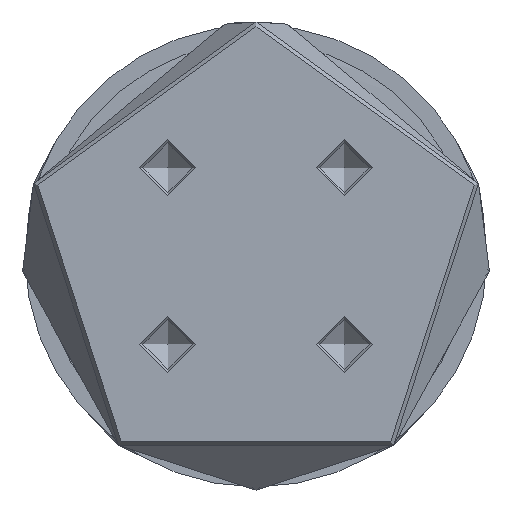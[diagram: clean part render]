
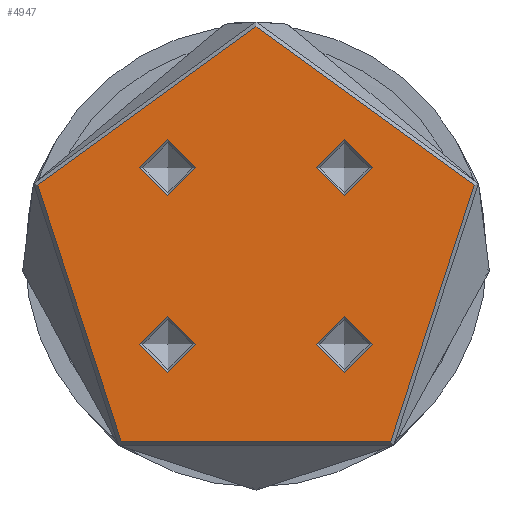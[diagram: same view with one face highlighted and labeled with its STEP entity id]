
A CAD part, front view. The second image highlights one B-rep face of the part: STEP entity #4947.
In plain terms, the highlighted face is planar.
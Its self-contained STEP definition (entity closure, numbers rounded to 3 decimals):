
#118 = CARTESIAN_POINT ( 'NONE',  ( -18.642, 14.142, 0. ) ) ;
#176 = DIRECTION ( 'NONE',  ( -1., 0., 0. ) ) ;
#290 = CARTESIAN_POINT ( 'NONE',  ( 14.142, 14.142, 0. ) ) ;
#381 = FACE_BOUND ( 'NONE', #898, .T. ) ;
#410 = CARTESIAN_POINT ( 'NONE',  ( -18.642, -14.142, 0. ) ) ;
#431 = CARTESIAN_POINT ( 'NONE',  ( 36.75, 0., 0. ) ) ;
#541 = FACE_BOUND ( 'NONE', #5347, .T. ) ;
#757 = AXIS2_PLACEMENT_3D ( 'NONE', #290, #3549, #769 ) ;
#769 = DIRECTION ( 'NONE',  ( 1., 0., 0. ) ) ;
#898 = EDGE_LOOP ( 'NONE', ( #4092 ) ) ;
#1136 = DIRECTION ( 'NONE',  ( 0., 0., -1. ) ) ;
#1323 = DIRECTION ( 'NONE',  ( 0., 0., 1. ) ) ;
#1563 = CIRCLE ( 'NONE', #5305, 4.5 ) ;
#1613 = FACE_OUTER_BOUND ( 'NONE', #2681, .T. ) ;
#1816 = EDGE_CURVE ( 'NONE', #2046, #2046, #1563, .T. ) ;
#1837 = CARTESIAN_POINT ( 'NONE',  ( 18.642, -14.142, 0. ) ) ;
#1901 = AXIS2_PLACEMENT_3D ( 'NONE', #4126, #1323, #4606 ) ;
#2046 = VERTEX_POINT ( 'NONE', #118 ) ;
#2184 = CARTESIAN_POINT ( 'NONE',  ( 0., 0., 0. ) ) ;
#2196 = CIRCLE ( 'NONE', #1901, 4.5 ) ;
#2576 = AXIS2_PLACEMENT_3D ( 'NONE', #2184, #5492, #2660 ) ;
#2660 = DIRECTION ( 'NONE',  ( 1., 0., 0. ) ) ;
#2681 = EDGE_LOOP ( 'NONE', ( #2997 ) ) ;
#2787 = DIRECTION ( 'NONE',  ( 0., 0., -1. ) ) ;
#2854 = VERTEX_POINT ( 'NONE', #410 ) ;
#2981 = DIRECTION ( 'NONE',  ( 0., 0., -1. ) ) ;
#2997 = ORIENTED_EDGE ( 'NONE', *, *, #5237, .T. ) ;
#3269 = EDGE_CURVE ( 'NONE', #5370, #5370, #5013, .T. ) ;
#3468 = EDGE_CURVE ( 'NONE', #2854, #2854, #2196, .T. ) ;
#3480 = VERTEX_POINT ( 'NONE', #1837 ) ;
#3501 = CIRCLE ( 'NONE', #2576, 36.75 ) ;
#3549 = DIRECTION ( 'NONE',  ( 0., 0., 1. ) ) ;
#3619 = ORIENTED_EDGE ( 'NONE', *, *, #5915, .T. ) ;
#3626 = AXIS2_PLACEMENT_3D ( 'NONE', #5829, #2981, #176 ) ;
#3911 = CARTESIAN_POINT ( 'NONE',  ( -14.142, 14.142, 0. ) ) ;
#3938 = FACE_BOUND ( 'NONE', #5689, .T. ) ;
#3977 = AXIS2_PLACEMENT_3D ( 'NONE', #5628, #2787, #6089 ) ;
#3984 = EDGE_LOOP ( 'NONE', ( #3619 ) ) ;
#4092 = ORIENTED_EDGE ( 'NONE', *, *, #3269, .F. ) ;
#4126 = CARTESIAN_POINT ( 'NONE',  ( -14.142, -14.142, 0. ) ) ;
#4339 = ORIENTED_EDGE ( 'NONE', *, *, #1816, .T. ) ;
#4406 = DIRECTION ( 'NONE',  ( -1., 0., 0. ) ) ;
#4606 = DIRECTION ( 'NONE',  ( -1., 0., 0. ) ) ;
#4632 = CIRCLE ( 'NONE', #3977, 4.5 ) ;
#4924 = VERTEX_POINT ( 'NONE', #431 ) ;
#4947 = ADVANCED_FACE ( 'NONE', ( #3938, #541, #5263, #381, #1613 ), #5354, .F. ) ;
#5013 = CIRCLE ( 'NONE', #757, 4.5 ) ;
#5237 = EDGE_CURVE ( 'NONE', #4924, #4924, #3501, .T. ) ;
#5263 = FACE_BOUND ( 'NONE', #3984, .T. ) ;
#5305 = AXIS2_PLACEMENT_3D ( 'NONE', #3911, #1136, #4406 ) ;
#5347 = EDGE_LOOP ( 'NONE', ( #4339 ) ) ;
#5354 = PLANE ( 'NONE',  #3626 ) ;
#5370 = VERTEX_POINT ( 'NONE', #6039 ) ;
#5492 = DIRECTION ( 'NONE',  ( 0., 0., 1. ) ) ;
#5628 = CARTESIAN_POINT ( 'NONE',  ( 14.142, -14.142, 0. ) ) ;
#5689 = EDGE_LOOP ( 'NONE', ( #6108 ) ) ;
#5829 = CARTESIAN_POINT ( 'NONE',  ( 0., 0., 0. ) ) ;
#5915 = EDGE_CURVE ( 'NONE', #3480, #3480, #4632, .T. ) ;
#6039 = CARTESIAN_POINT ( 'NONE',  ( 18.642, 14.142, 0. ) ) ;
#6089 = DIRECTION ( 'NONE',  ( 1., 0., 0. ) ) ;
#6108 = ORIENTED_EDGE ( 'NONE', *, *, #3468, .F. ) ;
